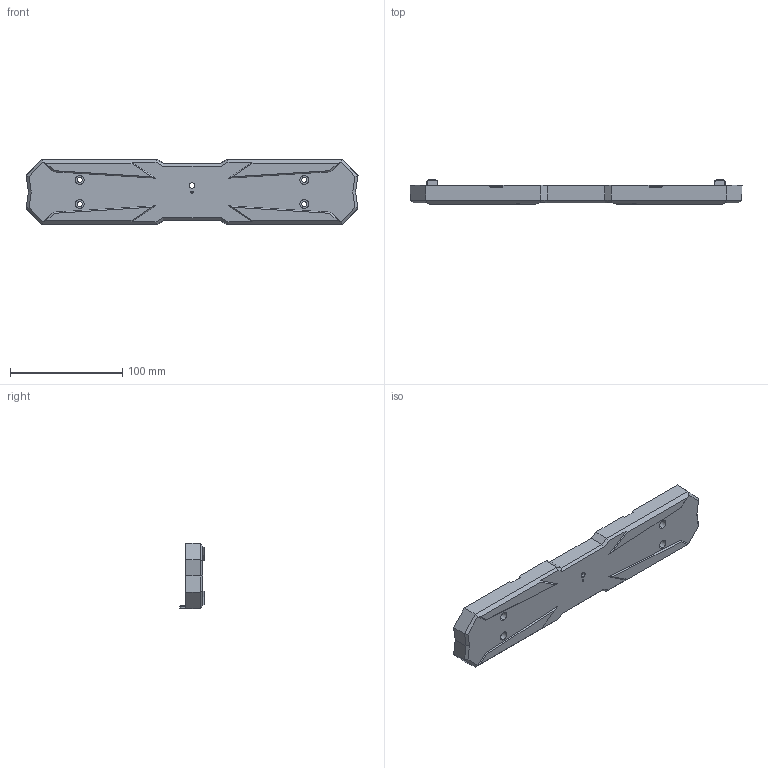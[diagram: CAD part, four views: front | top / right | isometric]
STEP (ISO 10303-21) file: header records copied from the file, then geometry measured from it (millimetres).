
FILE_DESCRIPTION (( 'STEP AP214' ), '1' );
FILE_NAME ('JXHSV06-01015-d Front Base Panel.step', '2023-01-05T07:12:50', ( '微软用户' ), ( '微软中国' ), 'SwSTEP 2.0', 'SolidWorks 2020', '' );
FILE_SCHEMA (( 'AUTOMOTIVE_DESIGN' ));
Length unit declared in the file: millimetre
Products named in the file (1): JXHSV06-01015-d Front Base Panel
Bounding box: 295.55 x 21.41 x 58.52 mm (x, y, z)
Volume: 87437.4 mm3; surface area: 76262.7 mm2
Topology: 1 solids, 1 shells, 695 faces, 1898 edges, 1250 vertices
Faces by surface type: plane 585, cylinder 70, cone 30, bspline 8, torus 2
Entity records: 22303 total; most frequent: CARTESIAN_POINT 4988, ORIENTED_EDGE 3796, DIRECTION 3250, EDGE_CURVE 1898, LINE 1502, VECTOR 1502, VERTEX_POINT 1250, AXIS2_PLACEMENT_3D 874
